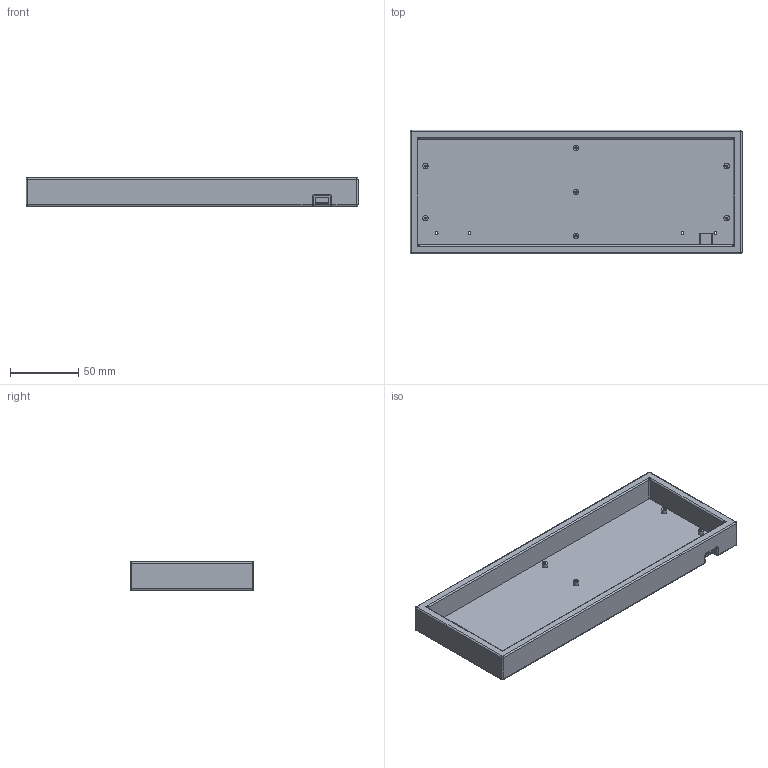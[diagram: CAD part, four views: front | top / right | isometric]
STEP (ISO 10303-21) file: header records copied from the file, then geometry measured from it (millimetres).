
FILE_DESCRIPTION(('FreeCAD Model'),'2;1');
FILE_NAME('Open CASCADE Shape Model','2025-03-06T12:07:33',(''),(''), 'Open CASCADE STEP processor 7.6','FreeCAD','Unknown');
FILE_SCHEMA(('AUTOMOTIVE_DESIGN { 1 0 10303 214 1 1 1 1 }'));
Length unit declared in the file: millimetre
Products named in the file (1): Body
Bounding box: 243 x 90.6 x 21 mm (x, y, z)
Volume: 140197.9 mm3; surface area: 68722.1 mm2
Topology: 1 solids, 1 shells, 101 faces, 221 edges, 122 vertices
Faces by surface type: cylinder 51, plane 34, sphere 10, bspline 4, torus 2
Full cylindrical faces by diameter (mm): 1.5 x7, 2 x4, 4 x7
Entity records: 5832 total; most frequent: CARTESIAN_POINT 1441, DIRECTION 867, LINE 447, VECTOR 447, ORIENTED_EDGE 414, PCURVE 414, DEFINITIONAL_REPRESENTATION 414, EDGE_CURVE 207
